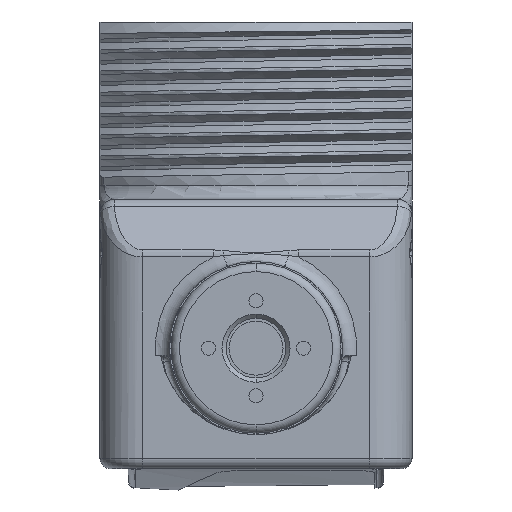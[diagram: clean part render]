
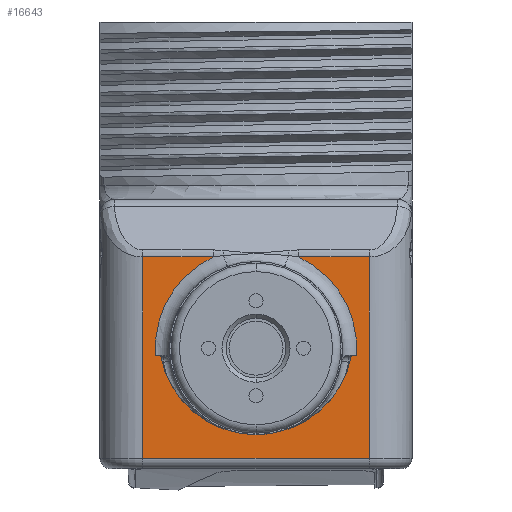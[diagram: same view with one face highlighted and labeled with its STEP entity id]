
A CAD part, front view. The second image highlights one B-rep face of the part: STEP entity #16643.
In plain terms, the highlighted planar face has unit normal (0, -1, 0).
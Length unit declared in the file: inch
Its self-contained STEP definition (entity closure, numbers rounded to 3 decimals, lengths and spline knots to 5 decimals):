
#825=DIRECTION('',(0.,0.,-1.));
#826=VECTOR('',#825,0.55835);
#827=CARTESIAN_POINT('',(0.11811,0.,
-0.51449));
#828=LINE('',#827,#826);
#882=CARTESIAN_POINT('',(0.43307,0.,-0.73819));
#883=DIRECTION('',(0.,-1.,0.));
#884=DIRECTION('',(-0.983,0.,-0.182));
#885=AXIS2_PLACEMENT_3D('',#882,#883,#884);
#887=DIRECTION('',(-1.,0.,0.));
#888=VECTOR('',#887,0.1966);
#889=CARTESIAN_POINT('',(0.74803,0.,
-0.51449));
#890=LINE('',#889,#888);
#891=DIRECTION('',(-1.,0.,0.));
#892=VECTOR('',#891,0.1966);
#893=CARTESIAN_POINT('',(0.31471,0.,
-0.51449));
#894=LINE('',#893,#892);
#895=CARTESIAN_POINT('',(0.43307,0.,-0.76772));
#896=DIRECTION('',(0.,1.,0.));
#897=DIRECTION('',(-0.998,0.,-0.07));
#898=AXIS2_PLACEMENT_3D('',#895,#896,#897);
#1975=DIRECTION('',(-1.,0.,0.));
#1976=VECTOR('',#1975,0.62992);
#1977=CARTESIAN_POINT('',(0.74803,0.,-1.07283));
#1978=LINE('',#1977,#1976);
#2007=DIRECTION('',(0.,0.,1.));
#2008=VECTOR('',#2007,0.55835);
#2009=CARTESIAN_POINT('',(0.74803,0.,-1.07283));
#2010=LINE('',#2009,#2008);
#2028=CARTESIAN_POINT('',(0.74803,0.,
-0.51449));
#2158=CARTESIAN_POINT('',(0.43307,0.,-0.76772));
#2159=DIRECTION('',(0.,1.,0.));
#2160=DIRECTION('',(0.423,0.,0.906));
#2161=AXIS2_PLACEMENT_3D('',#2158,#2159,#2160);
#2189=DIRECTION('',(1.,0.,0.));
#2190=VECTOR('',#2189,0.01368);
#2191=CARTESIAN_POINT('',(0.69823,0.,-0.7874));
#2192=LINE('',#2191,#2190);
#2316=DIRECTION('',(1.,0.,0.));
#2317=VECTOR('',#2316,0.01368);
#2318=CARTESIAN_POINT('',(0.15424,0.,-0.7874));
#2319=LINE('',#2318,#2317);
#14139=VERTEX_POINT('',#2028);
#14142=CARTESIAN_POINT('',(0.31471,0.,
-0.51449));
#14143=CARTESIAN_POINT('',(0.11811,0.,
-0.51449));
#14144=VERTEX_POINT('',#14142);
#14145=VERTEX_POINT('',#14143);
#14994=CARTESIAN_POINT('',(0.55143,0.,
-0.51449));
#14995=VERTEX_POINT('',#14994);
#15414=CARTESIAN_POINT('',(0.74803,0.,-1.07283));
#15415=CARTESIAN_POINT('',(0.11811,0.,-1.07283));
#15416=VERTEX_POINT('',#15414);
#15417=VERTEX_POINT('',#15415);
#15608=CARTESIAN_POINT('',(0.15424,0.,-0.7874));
#15609=CARTESIAN_POINT('',(0.16791,0.,-0.7874));
#15610=VERTEX_POINT('',#15608);
#15611=VERTEX_POINT('',#15609);
#15612=CARTESIAN_POINT('',(0.69823,0.,-0.7874));
#15613=CARTESIAN_POINT('',(0.7119,0.,-0.7874));
#15614=VERTEX_POINT('',#15612);
#15615=VERTEX_POINT('',#15613);
#16617=CARTESIAN_POINT('',(0.,0.,-0.35433));
#16618=DIRECTION('',(0.,-1.,0.));
#16619=DIRECTION('',(1.,0.,0.));
#16620=AXIS2_PLACEMENT_3D('',#16617,#16618,#16619);
#16621=PLANE('',#16620);
#16623=ORIENTED_EDGE('',*,*,#16622,.F.);
#16625=ORIENTED_EDGE('',*,*,#16624,.T.);
#16627=ORIENTED_EDGE('',*,*,#16626,.T.);
#16629=ORIENTED_EDGE('',*,*,#16628,.T.);
#16631=ORIENTED_EDGE('',*,*,#16630,.F.);
#16633=ORIENTED_EDGE('',*,*,#16632,.F.);
#16635=ORIENTED_EDGE('',*,*,#16634,.F.);
#16637=ORIENTED_EDGE('',*,*,#16636,.T.);
#16638=ORIENTED_EDGE('',*,*,#16597,.F.);
#16640=ORIENTED_EDGE('',*,*,#16639,.F.);
#16641=EDGE_LOOP('',(#16623,#16625,#16627,#16629,#16631,#16633,#16635,#16637,
#16638,#16640));
#16642=FACE_OUTER_BOUND('',#16641,.F.);
#16643=ADVANCED_FACE('',(#16642),#16621,.T.);
#886=CIRCLE('',#885,0.26969);
#899=CIRCLE('',#898,0.27953);
#2162=CIRCLE('',#2161,0.27953);
#16597=EDGE_CURVE('',#14145,#15417,#828,.T.);
#16622=EDGE_CURVE('',#15610,#14144,#899,.T.);
#16624=EDGE_CURVE('',#15610,#15611,#2319,.T.);
#16626=EDGE_CURVE('',#15611,#15614,#886,.T.);
#16628=EDGE_CURVE('',#15614,#15615,#2192,.T.);
#16630=EDGE_CURVE('',#14995,#15615,#2162,.T.);
#16632=EDGE_CURVE('',#14139,#14995,#890,.T.);
#16634=EDGE_CURVE('',#15416,#14139,#2010,.T.);
#16636=EDGE_CURVE('',#15416,#15417,#1978,.T.);
#16639=EDGE_CURVE('',#14144,#14145,#894,.T.);
